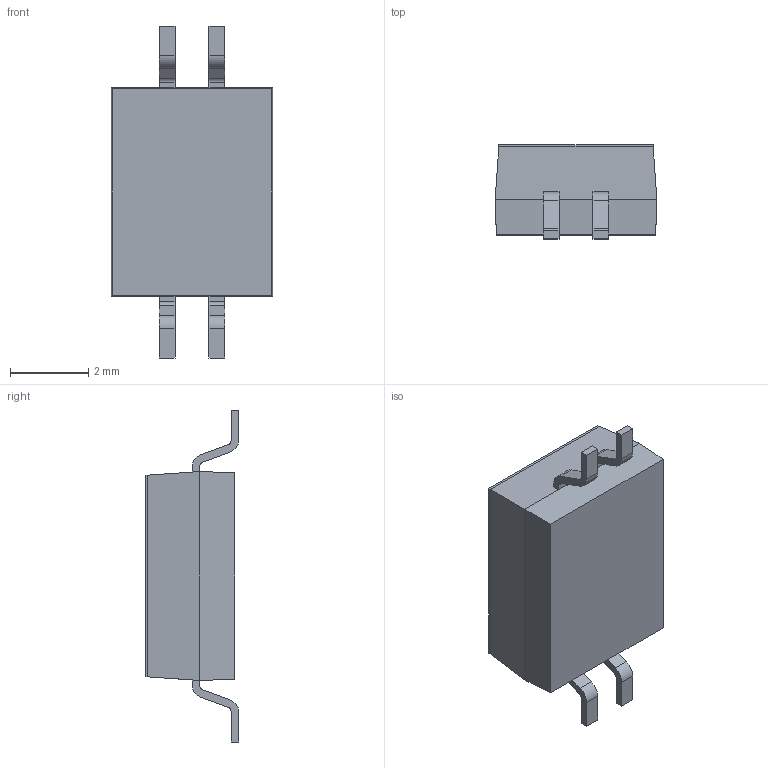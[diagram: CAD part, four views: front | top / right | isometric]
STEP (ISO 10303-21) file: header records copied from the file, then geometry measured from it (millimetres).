
FILE_DESCRIPTION((''),'2;1');
FILE_NAME('DSHP02TS-S','2019-12-31T',('Administrator'),(''),'PRO/ENGINEER BY PARAMETRIC TECHNOLOGY CORPORATION, 2010280','PRO/ENGINEER BY PARAMETRIC TECHNOLOGY CORPORATION, 2010280','');
FILE_SCHEMA(('CONFIG_CONTROL_DESIGN'));
Length unit declared in the file: millimetre
Products named in the file (1): DSHP02TS-S
Bounding box: 4.14 x 2.4 x 8.5 mm (x, y, z)
Volume: 49 mm3; surface area: 100.8 mm2
Topology: 1 solids, 1 shells, 86 faces, 224 edges, 144 vertices
Faces by surface type: plane 70, cylinder 16
Entity records: 2630 total; most frequent: CARTESIAN_POINT 454, ORIENTED_EDGE 448, DIRECTION 428, EDGE_CURVE 224, VECTOR 192, LINE 192, VERTEX_POINT 144, AXIS2_PLACEMENT_3D 118
